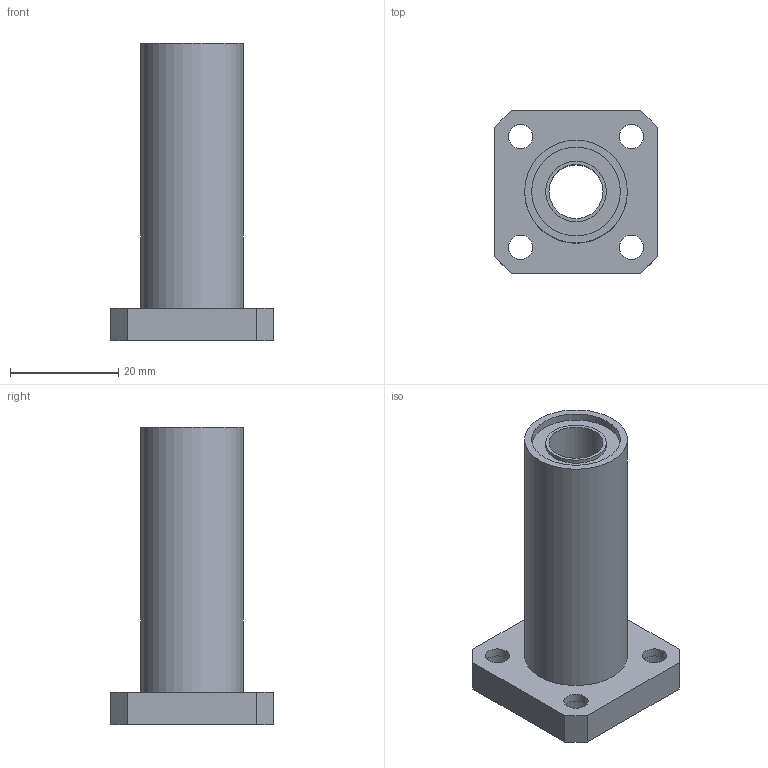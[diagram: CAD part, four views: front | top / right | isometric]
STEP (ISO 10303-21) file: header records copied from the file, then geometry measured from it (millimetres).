
FILE_DESCRIPTION(('FreeCAD Model'),'2;1');
FILE_NAME('LMK10luu.step','2017-03-18T14:24:21',( 'Author'),(''),'Open CASCADE STEP processor 6.8','FreeCAD','Unknown' );
FILE_SCHEMA(('AUTOMOTIVE_DESIGN_CC2 { 1 2 10303 214 -1 1 5 4 }'));
Length unit declared in the file: millimetre
Products named in the file (2): ASSEMBLY; lmk10luu
Assembly tree (1 placements, depth 2):
  ASSEMBLY
    lmk10luu
Bounding box: 30 x 30 x 55 mm (x, y, z)
Volume: 13535.2 mm3; surface area: 7492.6 mm2
Topology: 1 solids, 1 shells, 33 faces, 66 edges, 44 vertices
Faces by surface type: plane 19, cylinder 14
Full cylindrical faces by diameter (mm): 4.5 x4, 8 x4, 10 x1, 11.2 x2, 16.4 x2, 19 x1
Entity records: 2056 total; most frequent: CARTESIAN_POINT 373, DIRECTION 280, LINE 142, VECTOR 142, ORIENTED_EDGE 132, PCURVE 132, DEFINITIONAL_REPRESENTATION 132, EDGE_CURVE 66
